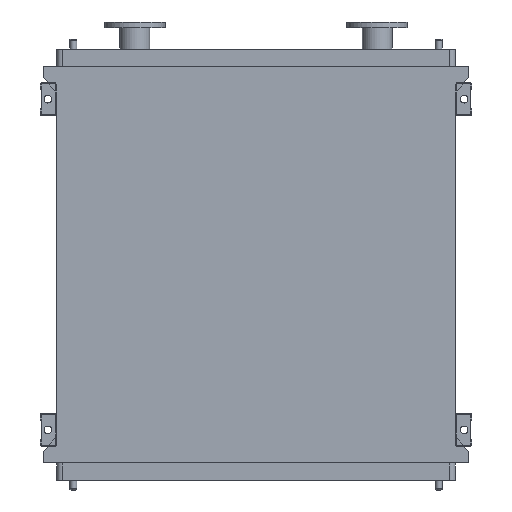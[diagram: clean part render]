
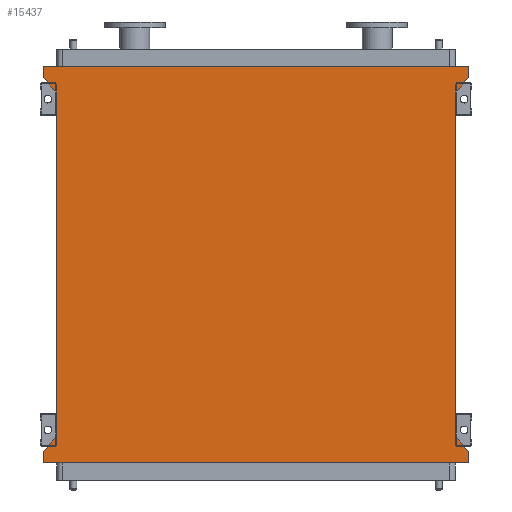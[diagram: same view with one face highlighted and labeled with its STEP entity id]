
A CAD part, front view. The second image highlights one B-rep face of the part: STEP entity #15437.
In plain terms, the highlighted planar face has unit normal (0, -1, 0).
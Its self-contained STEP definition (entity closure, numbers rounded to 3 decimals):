
#53 = PLANE ( 'NONE',  #10826 ) ;
#96 = CARTESIAN_POINT ( 'NONE',  ( -725., 0., -1250. ) ) ;
#625 = CARTESIAN_POINT ( 'NONE',  ( -725., 0., 0. ) ) ;
#757 = CARTESIAN_POINT ( 'NONE',  ( 771., 0., 53. ) ) ;
#909 = EDGE_CURVE ( 'NONE', #15732, #10137, #13089, .T. ) ;
#922 = CARTESIAN_POINT ( 'NONE',  ( 725., 0., 0. ) ) ;
#1071 = CARTESIAN_POINT ( 'NONE',  ( 725., 0., -1250. ) ) ;
#1148 = VERTEX_POINT ( 'NONE', #17183 ) ;
#1180 = EDGE_LOOP ( 'NONE', ( #2524, #13369, #4526, #5765, #17926, #5794, #11184, #4918, #13483, #17522, #9627, #7427 ) ) ;
#1243 = CARTESIAN_POINT ( 'NONE',  ( -771., 0., -1345. ) ) ;
#1319 = CARTESIAN_POINT ( 'NONE',  ( -725., 0., -1250. ) ) ;
#1755 = LINE ( 'NONE', #18254, #16327 ) ;
#1835 = VECTOR ( 'NONE', #16748, 1000. ) ;
#2226 = DIRECTION ( 'NONE',  ( -0.655, 0., -0.755 ) ) ;
#2484 = EDGE_CURVE ( 'NONE', #1148, #16459, #17562, .T. ) ;
#2524 = ORIENTED_EDGE ( 'NONE', *, *, #18195, .T. ) ;
#2784 = CARTESIAN_POINT ( 'NONE',  ( 725., 0., -1250. ) ) ;
#3652 = CARTESIAN_POINT ( 'NONE',  ( -771., 0., -1303. ) ) ;
#3692 = VERTEX_POINT ( 'NONE', #7301 ) ;
#3776 = DIRECTION ( 'NONE',  ( 0.655, 0., 0.755 ) ) ;
#4006 = VECTOR ( 'NONE', #18063, 1000. ) ;
#4052 = DIRECTION ( 'NONE',  ( 0., 0., 1. ) ) ;
#4361 = LINE ( 'NONE', #96, #11863 ) ;
#4526 = ORIENTED_EDGE ( 'NONE', *, *, #9680, .F. ) ;
#4918 = ORIENTED_EDGE ( 'NONE', *, *, #18034, .F. ) ;
#5452 = CARTESIAN_POINT ( 'NONE',  ( -771., 0., 53. ) ) ;
#5641 = VECTOR ( 'NONE', #4052, 1000. ) ;
#5665 = DIRECTION ( 'NONE',  ( 0.655, 0., -0.755 ) ) ;
#5691 = VECTOR ( 'NONE', #12033, 1000. ) ;
#5765 = ORIENTED_EDGE ( 'NONE', *, *, #7347, .F. ) ;
#5794 = ORIENTED_EDGE ( 'NONE', *, *, #9811, .F. ) ;
#5874 = CARTESIAN_POINT ( 'NONE',  ( 771., 0., -1303. ) ) ;
#5987 = VECTOR ( 'NONE', #11510, 1000. ) ;
#6075 = EDGE_CURVE ( 'NONE', #18297, #3692, #4361, .T. ) ;
#6124 = DIRECTION ( 'NONE',  ( 0., 0., -1. ) ) ;
#6565 = VERTEX_POINT ( 'NONE', #12826 ) ;
#6701 = FACE_OUTER_BOUND ( 'NONE', #1180, .T. ) ;
#6867 = VERTEX_POINT ( 'NONE', #922 ) ;
#7083 = CARTESIAN_POINT ( 'NONE',  ( 771., 0., 95. ) ) ;
#7301 = CARTESIAN_POINT ( 'NONE',  ( -725., 0., 0. ) ) ;
#7347 = EDGE_CURVE ( 'NONE', #10137, #10702, #13851, .T. ) ;
#7427 = ORIENTED_EDGE ( 'NONE', *, *, #10078, .F. ) ;
#7542 = CARTESIAN_POINT ( 'NONE',  ( 771., 0., 95. ) ) ;
#8774 = DIRECTION ( 'NONE',  ( 0., 0., -1. ) ) ;
#9224 = CARTESIAN_POINT ( 'NONE',  ( -771., 0., -1303. ) ) ;
#9469 = LINE ( 'NONE', #12600, #1835 ) ;
#9542 = LINE ( 'NONE', #757, #12802 ) ;
#9627 = ORIENTED_EDGE ( 'NONE', *, *, #11309, .F. ) ;
#9680 = EDGE_CURVE ( 'NONE', #10702, #6565, #15306, .T. ) ;
#9811 = EDGE_CURVE ( 'NONE', #3692, #15732, #13138, .T. ) ;
#10029 = CARTESIAN_POINT ( 'NONE',  ( -771., 0., 95. ) ) ;
#10078 = EDGE_CURVE ( 'NONE', #11751, #11344, #17003, .T. ) ;
#10137 = VERTEX_POINT ( 'NONE', #10029 ) ;
#10702 = VERTEX_POINT ( 'NONE', #7083 ) ;
#10826 = AXIS2_PLACEMENT_3D ( 'NONE', #12918, #17063, #8774 ) ;
#11184 = ORIENTED_EDGE ( 'NONE', *, *, #6075, .F. ) ;
#11309 = EDGE_CURVE ( 'NONE', #11344, #1148, #1755, .T. ) ;
#11344 = VERTEX_POINT ( 'NONE', #5874 ) ;
#11510 = DIRECTION ( 'NONE',  ( 1., 0., 0. ) ) ;
#11608 = VECTOR ( 'NONE', #6124, 1000. ) ;
#11628 = LINE ( 'NONE', #3652, #14904 ) ;
#11751 = VERTEX_POINT ( 'NONE', #1071 ) ;
#11863 = VECTOR ( 'NONE', #12954, 1000. ) ;
#11973 = LINE ( 'NONE', #14947, #15226 ) ;
#12033 = DIRECTION ( 'NONE',  ( -0.655, 0., 0.755 ) ) ;
#12120 = EDGE_CURVE ( 'NONE', #16459, #17727, #11973, .T. ) ;
#12600 = CARTESIAN_POINT ( 'NONE',  ( 725., 0., -1250. ) ) ;
#12802 = VECTOR ( 'NONE', #2226, 1000. ) ;
#12826 = CARTESIAN_POINT ( 'NONE',  ( 771., 0., 53. ) ) ;
#12918 = CARTESIAN_POINT ( 'NONE',  ( -725., 0., -1250. ) ) ;
#12920 = CARTESIAN_POINT ( 'NONE',  ( -771., 0., 95. ) ) ;
#12954 = DIRECTION ( 'NONE',  ( 0., 0., 1. ) ) ;
#13089 = LINE ( 'NONE', #5452, #5641 ) ;
#13138 = LINE ( 'NONE', #625, #5691 ) ;
#13369 = ORIENTED_EDGE ( 'NONE', *, *, #16291, .F. ) ;
#13483 = ORIENTED_EDGE ( 'NONE', *, *, #12120, .F. ) ;
#13529 = CARTESIAN_POINT ( 'NONE',  ( -771., 0., 53. ) ) ;
#13562 = DIRECTION ( 'NONE',  ( 0., 0., 1. ) ) ;
#13851 = LINE ( 'NONE', #12920, #5987 ) ;
#14904 = VECTOR ( 'NONE', #3776, 1000. ) ;
#14947 = CARTESIAN_POINT ( 'NONE',  ( -771., 0., -1345. ) ) ;
#15226 = VECTOR ( 'NONE', #13562, 1000. ) ;
#15306 = LINE ( 'NONE', #7542, #11608 ) ;
#15437 = ADVANCED_FACE ( 'NONE', ( #6701 ), #53, .T. ) ;
#15552 = DIRECTION ( 'NONE',  ( 0., 0., -1. ) ) ;
#15732 = VERTEX_POINT ( 'NONE', #13529 ) ;
#16291 = EDGE_CURVE ( 'NONE', #6565, #6867, #9542, .T. ) ;
#16327 = VECTOR ( 'NONE', #15552, 1000. ) ;
#16459 = VERTEX_POINT ( 'NONE', #1243 ) ;
#16745 = CARTESIAN_POINT ( 'NONE',  ( 771., 0., -1345. ) ) ;
#16748 = DIRECTION ( 'NONE',  ( 0., 0., 1. ) ) ;
#17003 = LINE ( 'NONE', #2784, #17429 ) ;
#17063 = DIRECTION ( 'NONE',  ( 0., -1., 0. ) ) ;
#17183 = CARTESIAN_POINT ( 'NONE',  ( 771., 0., -1345. ) ) ;
#17429 = VECTOR ( 'NONE', #5665, 1000. ) ;
#17522 = ORIENTED_EDGE ( 'NONE', *, *, #2484, .F. ) ;
#17562 = LINE ( 'NONE', #16745, #4006 ) ;
#17727 = VERTEX_POINT ( 'NONE', #9224 ) ;
#17926 = ORIENTED_EDGE ( 'NONE', *, *, #909, .F. ) ;
#18034 = EDGE_CURVE ( 'NONE', #17727, #18297, #11628, .T. ) ;
#18063 = DIRECTION ( 'NONE',  ( -1., 0., 0. ) ) ;
#18195 = EDGE_CURVE ( 'NONE', #11751, #6867, #9469, .T. ) ;
#18254 = CARTESIAN_POINT ( 'NONE',  ( 771., 0., -1303. ) ) ;
#18297 = VERTEX_POINT ( 'NONE', #1319 ) ;
